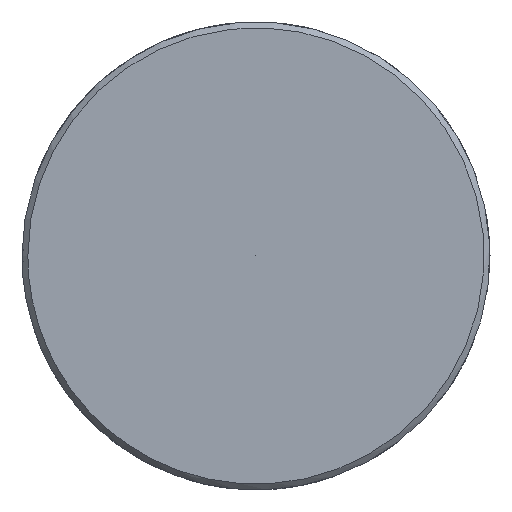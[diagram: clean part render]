
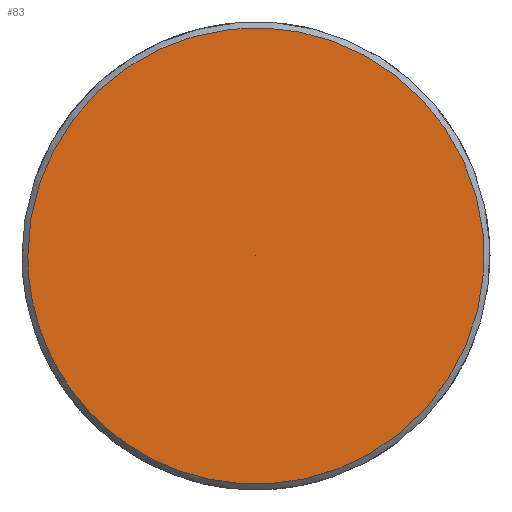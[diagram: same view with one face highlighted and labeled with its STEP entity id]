
A CAD part, left-side view. The second image highlights one B-rep face of the part: STEP entity #83.
In plain terms, the highlighted free-form (B-spline) face has degree [5, 1] with [6, 2] control points.
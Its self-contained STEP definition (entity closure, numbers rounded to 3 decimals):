
#3 = CARTESIAN_POINT ('', (-108., 9.75, 0.));
#4 = VERTEX_POINT ('', #3);
#22 = CARTESIAN_POINT ('', (-108., 9.75, 0.));
#23 = CARTESIAN_POINT ('', (-108., 9.75, 39.));
#24 = CARTESIAN_POINT ('', (-108., -29.25, 19.5));
#25 = CARTESIAN_POINT ('', (-108., -29.25, -19.5));
#26 = CARTESIAN_POINT ('', (-108., 9.75, -39.));
#27 = CARTESIAN_POINT ('', (-108., 9.75, 0.));
#28 = (
   BOUNDED_CURVE ()
   B_SPLINE_CURVE (5, (#22, #23, #24, #25, #26, #27), .UNSPECIFIED., .T., .U.)
   B_SPLINE_CURVE_WITH_KNOTS ((6, 6), (0., 1.), .UNSPECIFIED.)
   CURVE ()
   GEOMETRIC_REPRESENTATION_ITEM ()
   RATIONAL_B_SPLINE_CURVE ((5., 1., 1., 1., 1., 5.))
   REPRESENTATION_ITEM ('')
);
#29 = EDGE_CURVE ('', #4, #4, #28, .T.);
#59 = CARTESIAN_POINT ('', (-108., 0., 0.));
#60 = VERTEX_POINT ('', #59);
#61 = CARTESIAN_POINT ('', (-108., 9.75, 0.));
#62 = CARTESIAN_POINT ('', (-108., 0., 0.));
#63 = B_SPLINE_CURVE_WITH_KNOTS ('', 1, (#61, #62), .UNSPECIFIED., .F., .U., (2, 2), (0., 1.), .UNSPECIFIED.);
#64 = EDGE_CURVE ('', #4, #60, #63, .T.);
#65 = ORIENTED_EDGE ('', *, *, #64, .F.);
#66 = ORIENTED_EDGE ('', *, *, #29, .T.);
#67 = ORIENTED_EDGE ('', *, *, #64, .T.);
#68 = EDGE_LOOP ('', (#65, #66, #67));
#69 = FACE_OUTER_BOUND ('', #68, .F.);
#70 = CARTESIAN_POINT ('', (-108., 9.75, 0.));
#71 = CARTESIAN_POINT ('', (-108., 0., 0.));
#72 = CARTESIAN_POINT ('', (-108., 9.75, 39.));
#73 = CARTESIAN_POINT ('', (-108., 0., 0.));
#74 = CARTESIAN_POINT ('', (-108., -29.25, 19.5));
#75 = CARTESIAN_POINT ('', (-108., 0., 0.));
#76 = CARTESIAN_POINT ('', (-108., -29.25, -19.5));
#77 = CARTESIAN_POINT ('', (-108., 0., 0.));
#78 = CARTESIAN_POINT ('', (-108., 9.75, -39.));
#79 = CARTESIAN_POINT ('', (-108., 0., 0.));
#80 = CARTESIAN_POINT ('', (-108., 9.75, 0.));
#81 = CARTESIAN_POINT ('', (-108., 0., 0.));
#82 = (
   BOUNDED_SURFACE ()
   B_SPLINE_SURFACE (5, 1, ((#70, #71), (#72, #73), (#74, #75), (#76, #77), (#78, #79), (#80, #81)), .UNSPECIFIED., .T., .F., .U.)
   B_SPLINE_SURFACE_WITH_KNOTS ((6, 6), (2, 2), (0., 1.), (0., 1.), .UNSPECIFIED.)
   SURFACE ()
   GEOMETRIC_REPRESENTATION_ITEM ()
   RATIONAL_B_SPLINE_SURFACE (((5., 5.), (1., 1.), (1., 1.), (1., 1.), (1., 1.), (5., 5.)))
   REPRESENTATION_ITEM ('')
);
#83 = ADVANCED_FACE ('', (#69), #82, .F.);
